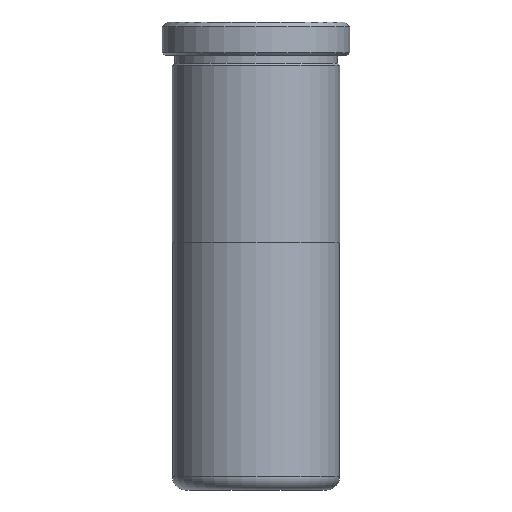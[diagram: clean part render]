
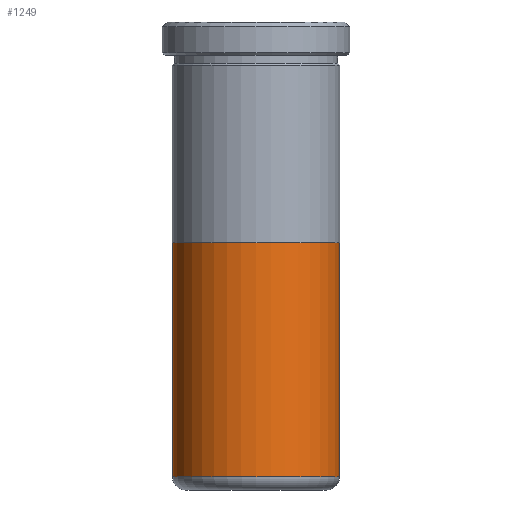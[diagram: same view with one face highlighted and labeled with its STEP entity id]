
A CAD part, front view. The second image highlights one B-rep face of the part: STEP entity #1249.
In plain terms, the highlighted cylindrical face has radius 12.495 mm (diameter 24.99 mm), a partial arc.
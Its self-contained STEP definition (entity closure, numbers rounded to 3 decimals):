
#28 = EDGE_CURVE ( 'NONE', #99, #139, #377, .T. ) ;
#37 = DIRECTION ( 'NONE',  ( 0., 0., 1. ) ) ;
#58 = ORIENTED_EDGE ( 'NONE', *, *, #762, .T. ) ;
#84 = ORIENTED_EDGE ( 'NONE', *, *, #507, .T. ) ;
#99 = VERTEX_POINT ( 'NONE', #1368 ) ;
#139 = VERTEX_POINT ( 'NONE', #1281 ) ;
#144 = CIRCLE ( 'NONE', #288, 12.495 ) ;
#164 = CARTESIAN_POINT ( 'NONE',  ( -12.495, 0., 2. ) ) ;
#197 = AXIS2_PLACEMENT_3D ( 'NONE', #904, #1123, #547 ) ;
#229 = EDGE_LOOP ( 'NONE', ( #318, #728, #58, #84 ) ) ;
#288 = AXIS2_PLACEMENT_3D ( 'NONE', #701, #1475, #824 ) ;
#318 = ORIENTED_EDGE ( 'NONE', *, *, #28, .F. ) ;
#347 = CIRCLE ( 'NONE', #963, 12.495 ) ;
#377 = LINE ( 'NONE', #735, #422 ) ;
#422 = VECTOR ( 'NONE', #731, 1000. ) ;
#442 = EDGE_CURVE ( 'NONE', #678, #99, #347, .T. ) ;
#507 = EDGE_CURVE ( 'NONE', #955, #139, #144, .T. ) ;
#508 = VECTOR ( 'NONE', #1413, 1000. ) ;
#538 = FACE_OUTER_BOUND ( 'NONE', #229, .T. ) ;
#547 = DIRECTION ( 'NONE',  ( -1., 0., 0. ) ) ;
#654 = LINE ( 'NONE', #1205, #508 ) ;
#678 = VERTEX_POINT ( 'NONE', #749 ) ;
#701 = CARTESIAN_POINT ( 'NONE',  ( 0., 0., 2. ) ) ;
#728 = ORIENTED_EDGE ( 'NONE', *, *, #442, .F. ) ;
#731 = DIRECTION ( 'NONE',  ( 0., 0., -1. ) ) ;
#735 = CARTESIAN_POINT ( 'NONE',  ( 12.495, 0., 65. ) ) ;
#749 = CARTESIAN_POINT ( 'NONE',  ( -12.495, 0., 37. ) ) ;
#762 = EDGE_CURVE ( 'NONE', #678, #955, #654, .T. ) ;
#780 = CARTESIAN_POINT ( 'NONE',  ( 0., 0., 37. ) ) ;
#824 = DIRECTION ( 'NONE',  ( 1., 0., 0. ) ) ;
#898 = DIRECTION ( 'NONE',  ( 1., 0., 0. ) ) ;
#904 = CARTESIAN_POINT ( 'NONE',  ( 0., 0., 65. ) ) ;
#955 = VERTEX_POINT ( 'NONE', #164 ) ;
#963 = AXIS2_PLACEMENT_3D ( 'NONE', #780, #37, #898 ) ;
#1123 = DIRECTION ( 'NONE',  ( 0., 0., -1. ) ) ;
#1205 = CARTESIAN_POINT ( 'NONE',  ( -12.495, 0., 65. ) ) ;
#1249 = ADVANCED_FACE ( 'NONE', ( #538 ), #1291, .T. ) ;
#1281 = CARTESIAN_POINT ( 'NONE',  ( 12.495, 0., 2. ) ) ;
#1291 = CYLINDRICAL_SURFACE ( 'NONE', #197, 12.495 ) ;
#1368 = CARTESIAN_POINT ( 'NONE',  ( 12.495, 0., 37. ) ) ;
#1413 = DIRECTION ( 'NONE',  ( 0., 0., -1. ) ) ;
#1475 = DIRECTION ( 'NONE',  ( 0., 0., 1. ) ) ;
